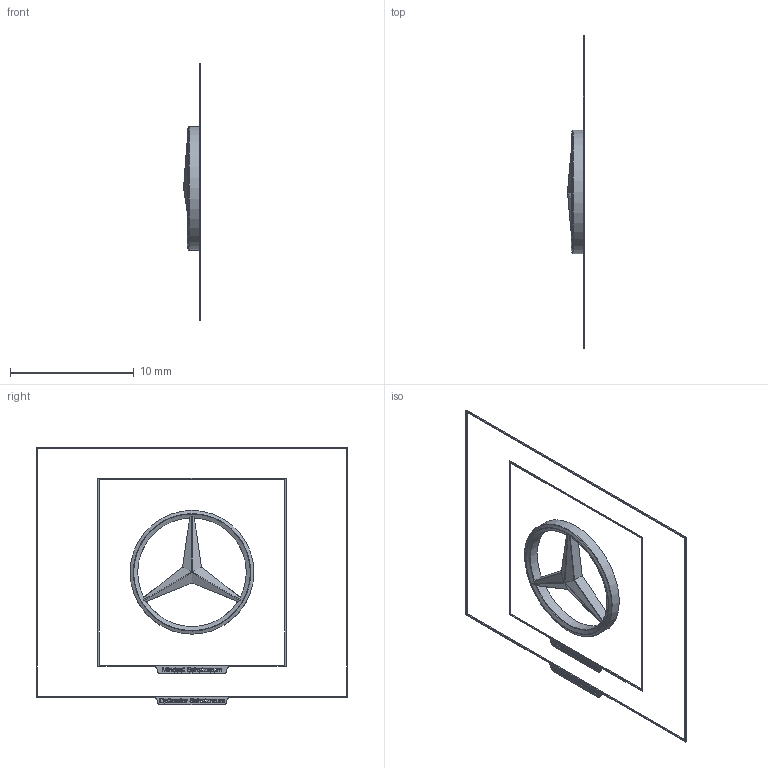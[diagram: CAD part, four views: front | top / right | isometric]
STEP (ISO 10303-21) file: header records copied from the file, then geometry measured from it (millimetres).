
FILE_DESCRIPTION(/* description */ (''),/* implementation_level */ '2;1');
FILE_NAME(/* name */ 'Stern10mm.stp',/* time_stamp */ '2023-11-13T11:07:29+01:00',/* author */ (''),/* organization */ (''),/* preprocessor_version */ 'ST-DEVELOPER v19.3',/* originating_system */ 'SIEMENS PLM Software NX2212.3001',/* authorisation */ '');
FILE_SCHEMA (('AUTOMOTIVE_DESIGN { 1 0 10303 214 3 1 1 1 }'));
Length unit declared in the file: millimetre
Products named in the file (1): Stern10mm
Bounding box: 1.36 x 25.2 x 20.8 mm (x, y, z)
Volume: 30.8 mm3; surface area: 208.7 mm2
Topology: 11 solids, 11 shells, 403 faces, 1141 edges, 757 vertices
Faces by surface type: plane 236, extrusion 133, bspline 15, cylinder 12, torus 5, revolution 2
Full cylindrical faces by diameter (mm): 10 x1
Entity records: 30685 total; most frequent: CARTESIAN_POINT 20457, ORIENTED_EDGE 2264, DIRECTION 1482, EDGE_CURVE 1132, VECTOR 912, LINE 779, VERTEX_POINT 754, EDGE_LOOP 492
